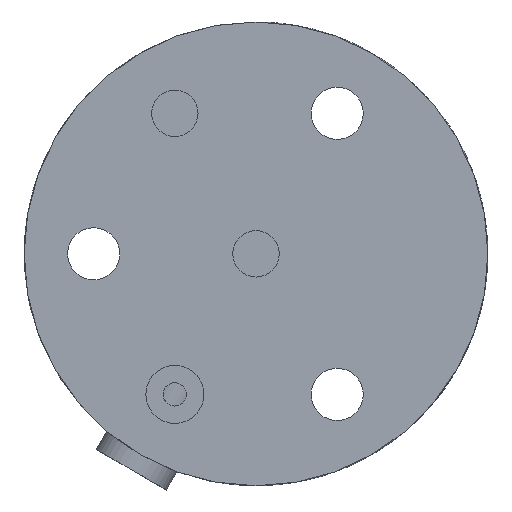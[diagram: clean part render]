
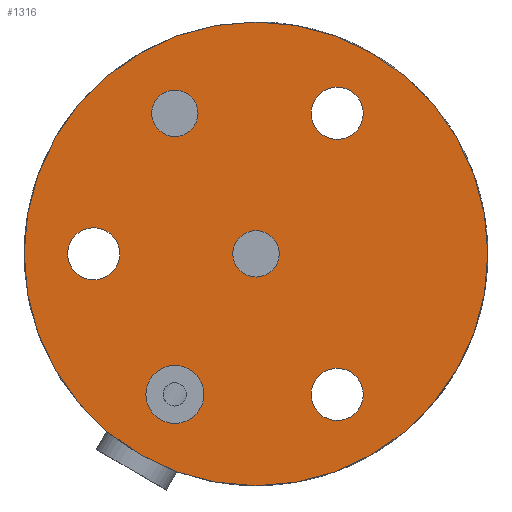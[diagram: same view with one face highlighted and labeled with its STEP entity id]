
A CAD part, front view. The second image highlights one B-rep face of the part: STEP entity #1316.
In plain terms, the highlighted planar face has unit normal (0, -1, 0).
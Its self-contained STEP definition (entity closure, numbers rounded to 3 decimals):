
#175=CARTESIAN_POINT('',(0.,0.,0.));
#176=DIRECTION('',(0.,-1.,0.));
#177=DIRECTION('',(0.,0.,-1.));
#178=AXIS2_PLACEMENT_3D('',#175,#176,#177);
#183=CARTESIAN_POINT('',(0.,0.,0.));
#184=DIRECTION('',(0.,-1.,0.));
#185=DIRECTION('',(0.,0.,1.));
#186=AXIS2_PLACEMENT_3D('',#183,#184,#185);
#191=CARTESIAN_POINT('',(-14.,0.,-24.249));
#192=DIRECTION('',(0.,1.,0.));
#193=DIRECTION('',(0.,0.,1.));
#194=AXIS2_PLACEMENT_3D('',#191,#192,#193);
#199=CARTESIAN_POINT('',(-14.,0.,-24.249));
#200=DIRECTION('',(0.,1.,0.));
#201=DIRECTION('',(0.,0.,-1.));
#202=AXIS2_PLACEMENT_3D('',#199,#200,#201);
#207=CARTESIAN_POINT('',(-14.,0.,24.249));
#208=DIRECTION('',(0.,1.,0.));
#209=DIRECTION('',(0.,0.,1.));
#210=AXIS2_PLACEMENT_3D('',#207,#208,#209);
#215=CARTESIAN_POINT('',(-14.,0.,24.249));
#216=DIRECTION('',(0.,1.,0.));
#217=DIRECTION('',(0.,0.,-1.));
#218=AXIS2_PLACEMENT_3D('',#215,#216,#217);
#223=CARTESIAN_POINT('',(14.,0.,24.249));
#224=DIRECTION('',(0.,1.,0.));
#225=DIRECTION('',(0.,0.,1.));
#226=AXIS2_PLACEMENT_3D('',#223,#224,#225);
#231=CARTESIAN_POINT('',(14.,0.,24.249));
#232=DIRECTION('',(0.,1.,0.));
#233=DIRECTION('',(0.,0.,-1.));
#234=AXIS2_PLACEMENT_3D('',#231,#232,#233);
#239=CARTESIAN_POINT('',(0.,0.,0.));
#240=DIRECTION('',(0.,1.,0.));
#241=DIRECTION('',(0.,0.,1.));
#242=AXIS2_PLACEMENT_3D('',#239,#240,#241);
#247=CARTESIAN_POINT('',(0.,0.,0.));
#248=DIRECTION('',(0.,1.,0.));
#249=DIRECTION('',(0.,0.,-1.));
#250=AXIS2_PLACEMENT_3D('',#247,#248,#249);
#255=CARTESIAN_POINT('',(-28.,0.,0.));
#256=DIRECTION('',(0.,1.,0.));
#257=DIRECTION('',(0.,0.,1.));
#258=AXIS2_PLACEMENT_3D('',#255,#256,#257);
#263=CARTESIAN_POINT('',(-28.,0.,0.));
#264=DIRECTION('',(0.,1.,0.));
#265=DIRECTION('',(0.,0.,-1.));
#266=AXIS2_PLACEMENT_3D('',#263,#264,#265);
#271=CARTESIAN_POINT('',(14.,0.,-24.249));
#272=DIRECTION('',(0.,1.,0.));
#273=DIRECTION('',(0.,0.,1.));
#274=AXIS2_PLACEMENT_3D('',#271,#272,#273);
#279=CARTESIAN_POINT('',(14.,0.,-24.249));
#280=DIRECTION('',(0.,1.,0.));
#281=DIRECTION('',(0.,0.,-1.));
#282=AXIS2_PLACEMENT_3D('',#279,#280,#281);
#1057=CARTESIAN_POINT('',(0.,0.,40.));
#1058=CARTESIAN_POINT('',(0.,0.,-40.));
#1059=VERTEX_POINT('',#1057);
#1060=VERTEX_POINT('',#1058);
#1077=CARTESIAN_POINT('',(-14.,0.,-29.249));
#1078=CARTESIAN_POINT('',(-14.,0.,-19.249));
#1079=VERTEX_POINT('',#1077);
#1080=VERTEX_POINT('',#1078);
#1085=CARTESIAN_POINT('',(14.,0.,-28.749));
#1086=CARTESIAN_POINT('',(14.,0.,-19.749));
#1087=VERTEX_POINT('',#1085);
#1088=VERTEX_POINT('',#1086);
#1102=CARTESIAN_POINT('',(-28.,0.,-4.5));
#1104=VERTEX_POINT('',#1102);
#1129=CARTESIAN_POINT('',(-28.,0.,4.5));
#1130=VERTEX_POINT('',#1129);
#1137=CARTESIAN_POINT('',(-14.,0.,20.249));
#1139=VERTEX_POINT('',#1137);
#1143=CARTESIAN_POINT('',(14.,0.,28.749));
#1144=CARTESIAN_POINT('',(14.,0.,19.749));
#1145=VERTEX_POINT('',#1143);
#1146=VERTEX_POINT('',#1144);
#1169=CARTESIAN_POINT('',(0.,0.,-4.));
#1170=CARTESIAN_POINT('',(0.,0.,4.));
#1171=VERTEX_POINT('',#1169);
#1172=VERTEX_POINT('',#1170);
#1179=CARTESIAN_POINT('',(-14.,0.,28.249));
#1180=VERTEX_POINT('',#1179);
#1271=CARTESIAN_POINT('',(40.,0.,0.));
#1272=DIRECTION('',(0.,1.,0.));
#1273=DIRECTION('',(0.,0.,1.));
#1274=AXIS2_PLACEMENT_3D('',#1271,#1272,#1273);
#1275=PLANE('',#1274);
#1277=ORIENTED_EDGE('',*,*,#1276,.F.);
#1279=ORIENTED_EDGE('',*,*,#1278,.F.);
#1280=EDGE_LOOP('',(#1277,#1279));
#1281=FACE_OUTER_BOUND('',#1280,.F.);
#1283=ORIENTED_EDGE('',*,*,#1282,.F.);
#1285=ORIENTED_EDGE('',*,*,#1284,.F.);
#1286=EDGE_LOOP('',(#1283,#1285));
#1287=FACE_BOUND('',#1286,.F.);
#1289=ORIENTED_EDGE('',*,*,#1288,.F.);
#1291=ORIENTED_EDGE('',*,*,#1290,.F.);
#1292=EDGE_LOOP('',(#1289,#1291));
#1293=FACE_BOUND('',#1292,.F.);
#1294=ORIENTED_EDGE('',*,*,#1253,.F.);
#1295=ORIENTED_EDGE('',*,*,#1263,.F.);
#1296=EDGE_LOOP('',(#1294,#1295));
#1297=FACE_BOUND('',#1296,.F.);
#1299=ORIENTED_EDGE('',*,*,#1298,.F.);
#1301=ORIENTED_EDGE('',*,*,#1300,.F.);
#1302=EDGE_LOOP('',(#1299,#1301));
#1303=FACE_BOUND('',#1302,.F.);
#1305=ORIENTED_EDGE('',*,*,#1304,.F.);
#1307=ORIENTED_EDGE('',*,*,#1306,.F.);
#1308=EDGE_LOOP('',(#1305,#1307));
#1309=FACE_BOUND('',#1308,.F.);
#1311=ORIENTED_EDGE('',*,*,#1310,.F.);
#1313=ORIENTED_EDGE('',*,*,#1312,.F.);
#1314=EDGE_LOOP('',(#1311,#1313));
#1315=FACE_BOUND('',#1314,.F.);
#1316=ADVANCED_FACE('',(#1281,#1287,#1293,#1297,#1303,#1309,#1315),#1275,.F.);
#179=CIRCLE('',#178,40.);
#187=CIRCLE('',#186,40.);
#195=CIRCLE('',#194,5.);
#203=CIRCLE('',#202,5.);
#211=CIRCLE('',#210,4.);
#219=CIRCLE('',#218,4.);
#227=CIRCLE('',#226,4.5);
#235=CIRCLE('',#234,4.5);
#243=CIRCLE('',#242,4.);
#251=CIRCLE('',#250,4.);
#259=CIRCLE('',#258,4.5);
#267=CIRCLE('',#266,4.5);
#275=CIRCLE('',#274,4.5);
#283=CIRCLE('',#282,4.5);
#1253=EDGE_CURVE('',#1145,#1146,#227,.T.);
#1263=EDGE_CURVE('',#1146,#1145,#235,.T.);
#1276=EDGE_CURVE('',#1060,#1059,#179,.T.);
#1278=EDGE_CURVE('',#1059,#1060,#187,.T.);
#1282=EDGE_CURVE('',#1080,#1079,#195,.T.);
#1284=EDGE_CURVE('',#1079,#1080,#203,.T.);
#1288=EDGE_CURVE('',#1180,#1139,#211,.T.);
#1290=EDGE_CURVE('',#1139,#1180,#219,.T.);
#1298=EDGE_CURVE('',#1172,#1171,#243,.T.);
#1300=EDGE_CURVE('',#1171,#1172,#251,.T.);
#1304=EDGE_CURVE('',#1130,#1104,#259,.T.);
#1306=EDGE_CURVE('',#1104,#1130,#267,.T.);
#1310=EDGE_CURVE('',#1088,#1087,#275,.T.);
#1312=EDGE_CURVE('',#1087,#1088,#283,.T.);
